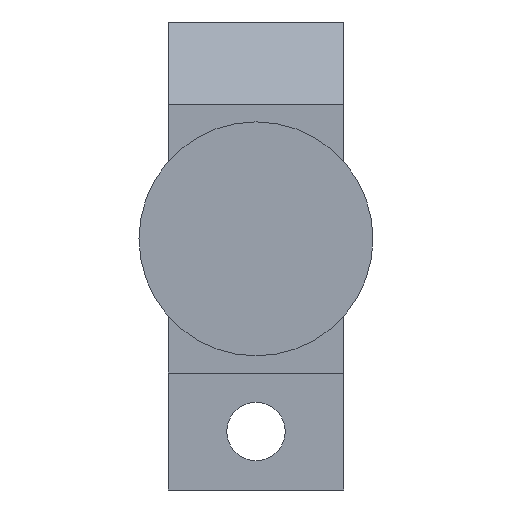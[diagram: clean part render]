
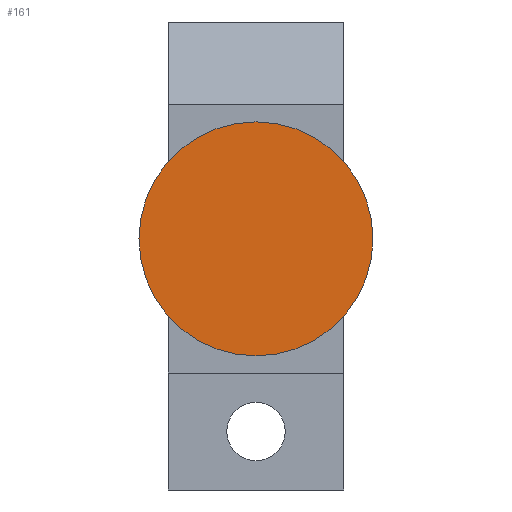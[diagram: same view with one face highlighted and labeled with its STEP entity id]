
A CAD part, front view. The second image highlights one B-rep face of the part: STEP entity #161.
In plain terms, the highlighted planar face has unit normal (0, -1, 0).
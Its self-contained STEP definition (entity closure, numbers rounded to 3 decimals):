
#4 = VERTEX_POINT ( 'NONE', #339 ) ;
#152 = CARTESIAN_POINT ( 'NONE',  ( 7.5, -87.5, -13.536 ) ) ;
#158 = CARTESIAN_POINT ( 'NONE',  ( 7.5, -87.5, -13.536 ) ) ;
#161 = ADVANCED_FACE ( 'NONE', ( #277 ), #573, .T. ) ;
#193 = ORIENTED_EDGE ( 'NONE', *, *, #491, .T. ) ;
#216 = AXIS2_PLACEMENT_3D ( 'NONE', #468, #719, #508 ) ;
#223 = ORIENTED_EDGE ( 'NONE', *, *, #557, .T. ) ;
#231 = AXIS2_PLACEMENT_3D ( 'NONE', #158, #345, #280 ) ;
#248 = EDGE_LOOP ( 'NONE', ( #223, #193 ) ) ;
#277 = FACE_OUTER_BOUND ( 'NONE', #248, .T. ) ;
#280 = DIRECTION ( 'NONE',  ( 0., 0., -1. ) ) ;
#339 = CARTESIAN_POINT ( 'NONE',  ( 7.5, -87.5, -3.536 ) ) ;
#345 = DIRECTION ( 'NONE',  ( 0., -1., 0. ) ) ;
#370 = VERTEX_POINT ( 'NONE', #803 ) ;
#376 = AXIS2_PLACEMENT_3D ( 'NONE', #152, #779, #399 ) ;
#399 = DIRECTION ( 'NONE',  ( 0., 0., -1. ) ) ;
#468 = CARTESIAN_POINT ( 'NONE',  ( 7.5, -87.5, -13.536 ) ) ;
#491 = EDGE_CURVE ( 'NONE', #370, #4, #723, .T. ) ;
#508 = DIRECTION ( 'NONE',  ( 0., 0., -1. ) ) ;
#557 = EDGE_CURVE ( 'NONE', #4, #370, #807, .T. ) ;
#573 = PLANE ( 'NONE',  #216 ) ;
#719 = DIRECTION ( 'NONE',  ( 0., -1., 0. ) ) ;
#723 = CIRCLE ( 'NONE', #376, 10. ) ;
#779 = DIRECTION ( 'NONE',  ( 0., -1., 0. ) ) ;
#803 = CARTESIAN_POINT ( 'NONE',  ( 7.5, -87.5, -23.536 ) ) ;
#807 = CIRCLE ( 'NONE', #231, 10. ) ;
